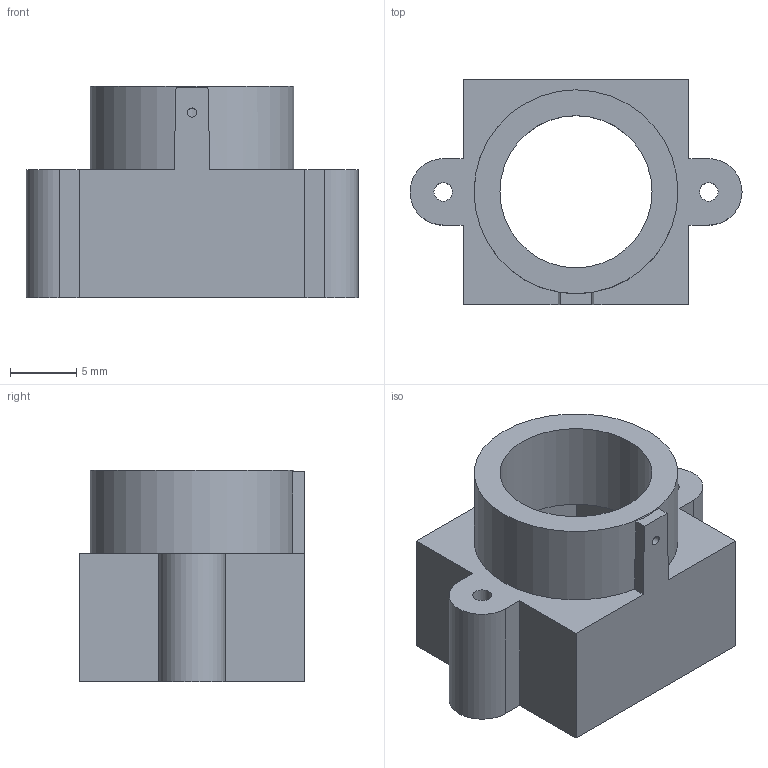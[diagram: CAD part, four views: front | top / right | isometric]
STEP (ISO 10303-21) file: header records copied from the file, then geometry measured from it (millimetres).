
FILE_DESCRIPTION( ( 'M12 LENS HOLDER' ), '1' );
FILE_NAME( 'PT-LH006P.stp', 'Unknown', ( 'Tharaka Goonetilleke' ), ( 'M12 Lenses Inc.' ), 'PSStep 13.0', 'Unknown', ' ' );
FILE_SCHEMA( ( 'AUTOMOTIVE_DESIGN { 1 0 10303 214 1 1 1 1 }' ) );
Length unit declared in the file: millimetre
Products named in the file (1): 1
Bounding box: 25 x 17 x 15.96 mm (x, y, z)
Volume: 1703.4 mm3; surface area: 2377.2 mm2
Topology: 1 solids, 1 shells, 33 faces, 92 edges, 62 vertices
Faces by surface type: plane 26, cylinder 7
Full cylindrical faces by diameter (mm): 0.7 x1, 1.4 x2, 11.459 x1, 15.35 x1
Entity records: 1294 total; most frequent: CARTESIAN_POINT 189, DIRECTION 164, ORIENTED_EDGE 162, EDGE_CURVE 81, LINE 64, VECTOR 64, VERTEX_POINT 57, AXIS2_PLACEMENT_3D 50
